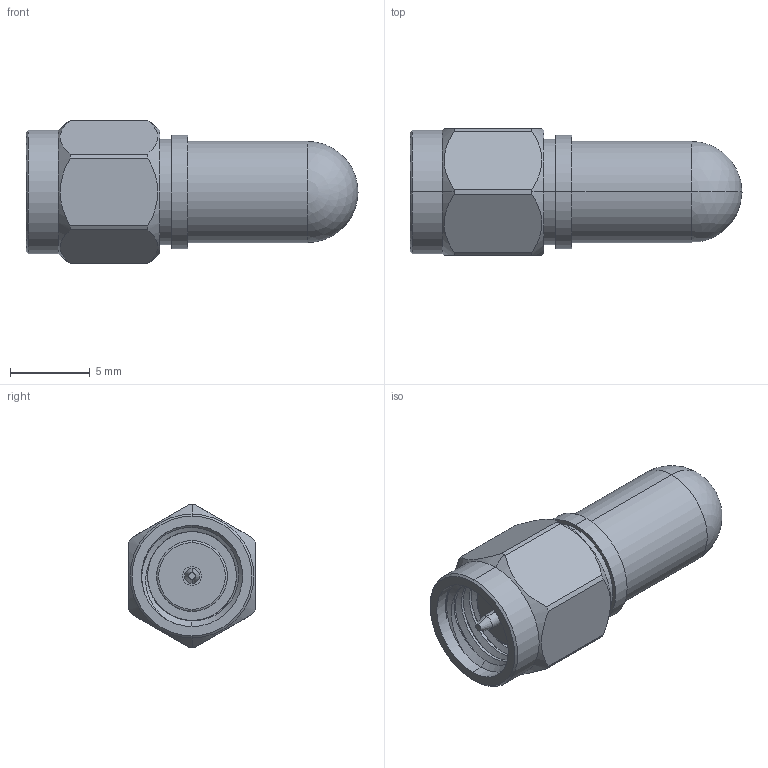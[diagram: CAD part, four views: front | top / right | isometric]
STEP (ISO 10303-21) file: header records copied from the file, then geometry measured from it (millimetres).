
FILE_DESCRIPTION (( 'STEP AP203' ), '1' );
FILE_NAME ('PE6150.step', '2018-06-12T16:30:50', ( '' ), ( '' ), 'SwSTEP 2.0', 'SolidWorks 2017', '' );
FILE_SCHEMA (( 'CONFIG_CONTROL_DESIGN' ));
Length unit declared in the file: inch
Products named in the file (1): PE6150
Bounding box: 20.83 x 7.94 x 8.99 mm (x, y, z)
Volume: 706.1 mm3; surface area: 730.9 mm2
Topology: 1 solids, 1 shells, 67 faces, 165 edges, 105 vertices
Faces by surface type: cylinder 35, plane 14, cone 11, bspline 3, sphere 2, torus 2
Entity records: 3003 total; most frequent: CARTESIAN_POINT 1439, ORIENTED_EDGE 322, DIRECTION 305, EDGE_CURVE 161, AXIS2_PLACEMENT_3D 127, VERTEX_POINT 103, EDGE_LOOP 74, ADVANCED_FACE 67
